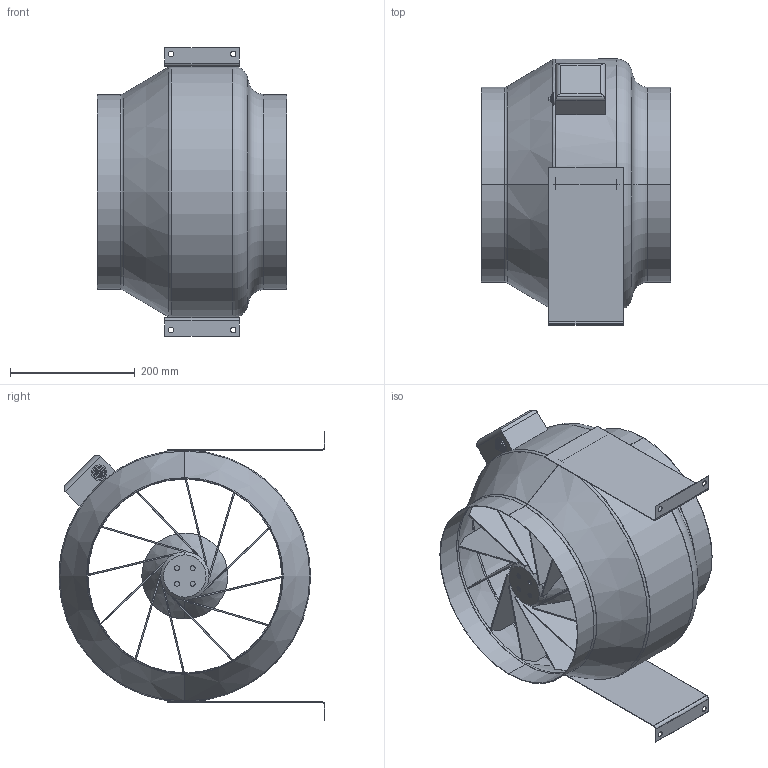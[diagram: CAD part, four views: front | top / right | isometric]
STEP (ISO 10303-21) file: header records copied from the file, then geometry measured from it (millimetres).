
FILE_DESCRIPTION (( 'STEP AP214' ), '1' );
FILE_NAME ('ERR_31-1-S.step', '2009-05-12T21:47:35', ( 'Wolfgang Schmidt' ), ( 'WS-KO' ), 'SwSTEP 2.0', 'SolidWorks 2008', '' );
FILE_SCHEMA (( 'AUTOMOTIVE_DESIGN' ));
Length unit declared in the file: millimetre
Products named in the file (1): ERR_31-1-S
Bounding box: 305 x 427 x 463 mm (x, y, z)
Volume: 2154466 mm3; surface area: 1228864.1 mm2
Topology: 4 solids, 4 shells, 226 faces, 581 edges, 373 vertices
Faces by surface type: plane 107, cylinder 65, cone 38, torus 16
Entity records: 7417 total; most frequent: CARTESIAN_POINT 1894, ORIENTED_EDGE 1162, DIRECTION 1121, EDGE_CURVE 581, AXIS2_PLACEMENT_3D 420, VERTEX_POINT 373, VECTOR 281, LINE 281
